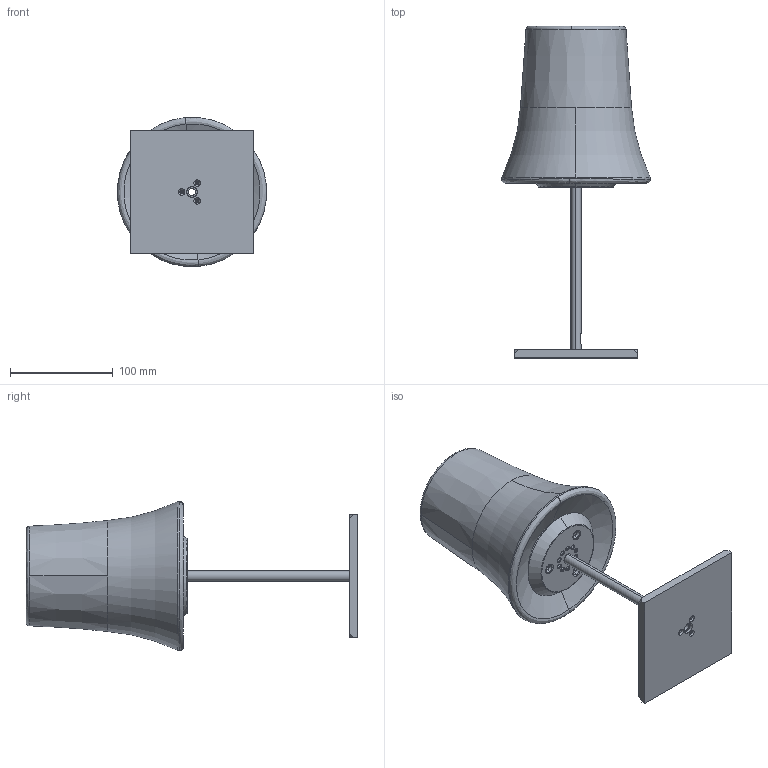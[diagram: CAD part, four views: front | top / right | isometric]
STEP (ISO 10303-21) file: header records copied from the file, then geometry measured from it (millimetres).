
FILE_DESCRIPTION (( 'STEP AP203' ), '1' );
FILE_NAME ('CLOCHE_T_STEP.STEP', '2016-01-14T08:38:38', ( 'admin' ), ( '' ), 'SwSTEP 2.0', 'SolidWorks 2015', '' );
FILE_SCHEMA (( 'CONFIG_CONTROL_DESIGN' ));
Length unit declared in the file: millimetre
Products named in the file (2): CLOCHE_T_STEP
Bounding box: 144.7 x 322.71 x 144.7 mm (x, y, z)
Volume: 369600 mm3; surface area: 208740.2 mm2
Topology: 5 solids, 5 shells, 156 faces, 397 edges, 252 vertices
Faces by surface type: cylinder 52, cone 40, bspline 36, plane 22, torus 6
Entity records: 6999 total; most frequent: CARTESIAN_POINT 3077, DIRECTION 805, ORIENTED_EDGE 794, EDGE_CURVE 397, AXIS2_PLACEMENT_3D 341, VERTEX_POINT 252, CIRCLE 219, EDGE_LOOP 201
